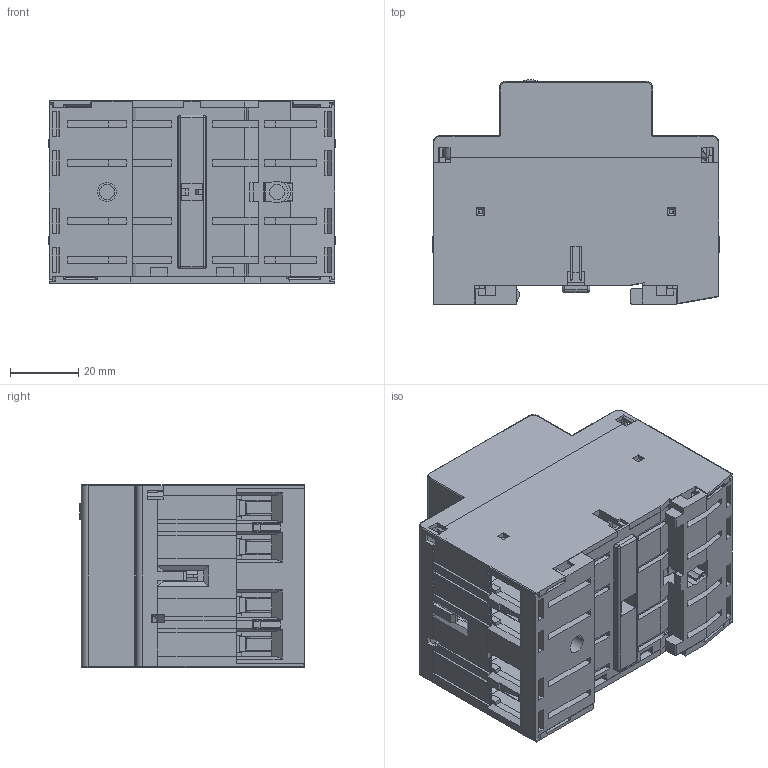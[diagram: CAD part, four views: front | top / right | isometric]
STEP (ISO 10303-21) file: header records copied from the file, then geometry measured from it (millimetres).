
FILE_DESCRIPTION((''),'2;1');
FILE_NAME('30045001-W_ASM','2016-09-09T',('jsubic'),('Audax d.o.o.'),'CREO PARAMETRIC BY PTC INC, 2015290','CREO PARAMETRIC BY PTC INC, 2015290','');
FILE_SCHEMA(('CONFIG_CONTROL_DESIGN'));
Products named in the file (7): 37423094_AF0; 37423096_AF0; 37423097_AF0; 37423467_AF0; 37300792_AF1; 37300792_AF0; 30045001-W_ASM
Assembly tree (6 placements, depth 2):
  30045001-W_ASM
    37423094_AF0
    37423096_AF0
    37423097_AF0
    37423467_AF0
    37300792_AF1
    37300792_AF0
Bounding box: 84.4 x 65.98 x 53.5 mm (x, y, z)
Volume: 71765.3 mm3; surface area: 95622.3 mm2
Topology: 6 solids, 6 shells, 2878 faces, 8166 edges, 5295 vertices
Faces by surface type: plane 2232, cylinder 549, cone 42, torus 38, bspline 12, sphere 5
Entity records: 94556 total; most frequent: CARTESIAN_POINT 19299, ORIENTED_EDGE 16330, DIRECTION 14708, EDGE_CURVE 8165, VECTOR 6836, LINE 6836, VERTEX_POINT 5295, AXIS2_PLACEMENT_3D 3936
